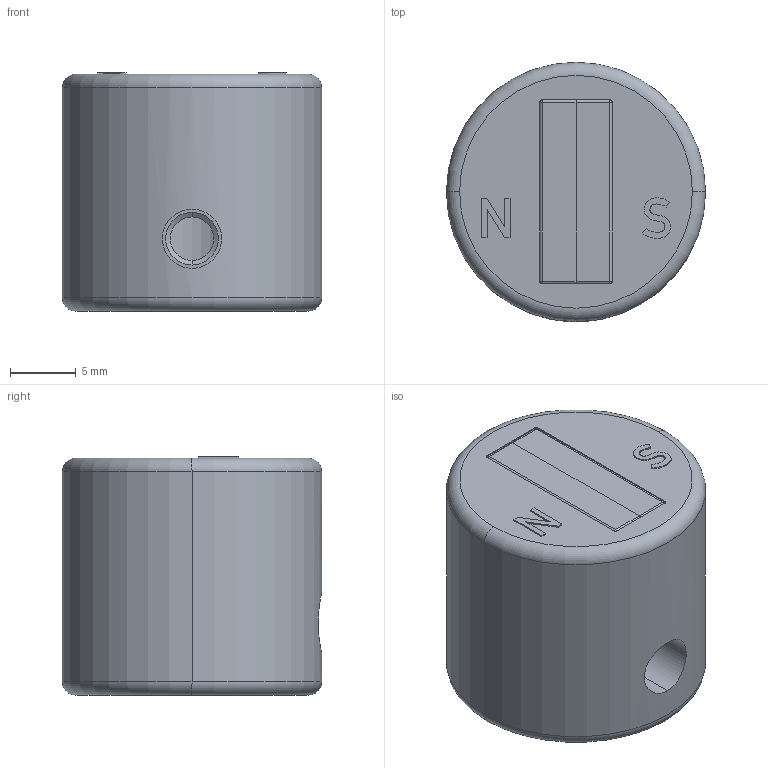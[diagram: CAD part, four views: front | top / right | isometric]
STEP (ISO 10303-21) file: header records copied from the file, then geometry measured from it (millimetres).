
FILE_DESCRIPTION (( 'STEP AP214' ), '1' );
FILE_NAME ('518366~01.STEP', '2011-09-01T08:40:37', ( '' ), ( '' ), 'SwSTEP 2.0', 'SolidWorks 2010', '' );
FILE_SCHEMA (( 'AUTOMOTIVE_DESIGN' ));
Length unit declared in the file: millimetre
Products named in the file (2): 518366~01
Assembly tree (1 placements, depth 2):
  518366~01
    518366~01
Bounding box: 19.7 x 19.7 x 18.1 mm (x, y, z)
Volume: 4836.5 mm3; surface area: 2180 mm2
Topology: 2 solids, 2 shells, 84 faces, 210 edges, 130 vertices
Faces by surface type: plane 33, cylinder 20, bspline 19, cone 4, torus 4, sphere 4
Entity records: 4200 total; most frequent: CARTESIAN_POINT 1340, ORIENTED_EDGE 412, DIRECTION 335, EDGE_CURVE 206, VERTEX_POINT 130, VECTOR 117, LINE 117, AXIS2_PLACEMENT_3D 109
